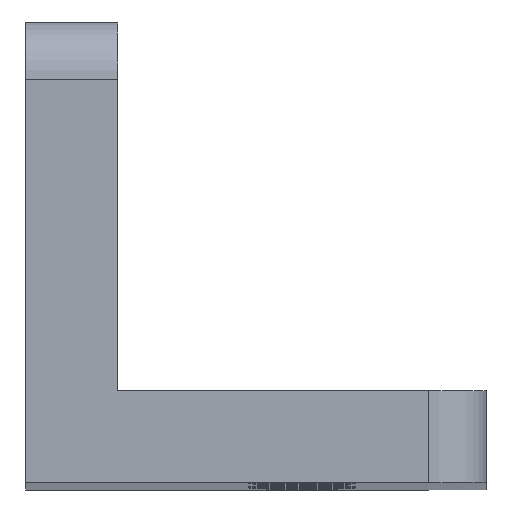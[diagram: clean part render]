
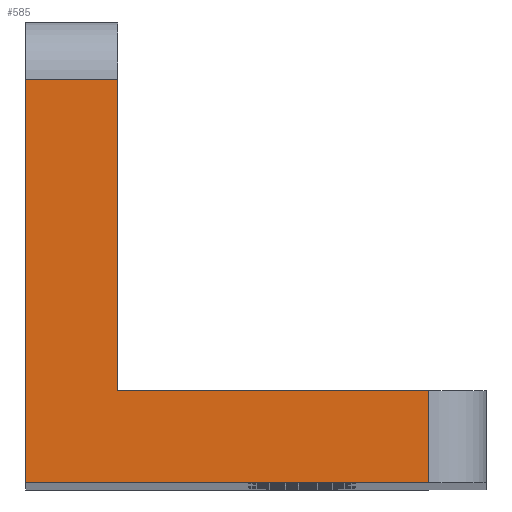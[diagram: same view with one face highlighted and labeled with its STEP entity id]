
A CAD part, top view. The second image highlights one B-rep face of the part: STEP entity #585.
In plain terms, the highlighted planar face has unit normal (0, 0, 1).
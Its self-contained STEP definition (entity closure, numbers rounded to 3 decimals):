
#134=FACE_OUTER_BOUND('',#164,.T.);
#164=EDGE_LOOP('',(#414,#415,#416,#417,#418,#419));
#248=LINE('',#867,#270);
#249=LINE('',#869,#271);
#250=LINE('',#871,#272);
#251=LINE('',#873,#273);
#252=LINE('',#875,#274);
#253=LINE('',#876,#275);
#270=VECTOR('',#695,3.2);
#271=VECTOR('',#696,14.);
#272=VECTOR('',#697,14.);
#273=VECTOR('',#698,3.2);
#274=VECTOR('',#699,10.8);
#275=VECTOR('',#700,10.8);
#292=VERTEX_POINT('',#865);
#293=VERTEX_POINT('',#866);
#294=VERTEX_POINT('',#868);
#295=VERTEX_POINT('',#870);
#296=VERTEX_POINT('',#872);
#297=VERTEX_POINT('',#874);
#348=EDGE_CURVE('',#292,#293,#248,.T.);
#349=EDGE_CURVE('',#293,#294,#249,.T.);
#350=EDGE_CURVE('',#294,#295,#250,.T.);
#351=EDGE_CURVE('',#295,#296,#251,.T.);
#352=EDGE_CURVE('',#296,#297,#252,.T.);
#353=EDGE_CURVE('',#297,#292,#253,.T.);
#414=ORIENTED_EDGE('',*,*,#348,.T.);
#415=ORIENTED_EDGE('',*,*,#349,.T.);
#416=ORIENTED_EDGE('',*,*,#350,.T.);
#417=ORIENTED_EDGE('',*,*,#351,.T.);
#418=ORIENTED_EDGE('',*,*,#352,.T.);
#419=ORIENTED_EDGE('',*,*,#353,.T.);
#546=PLANE('',#617);
#585=ADVANCED_FACE('',(#134),#546,.T.);
#617=AXIS2_PLACEMENT_3D('',#864,#693,#694);
#693=DIRECTION('center_axis',(0.,0.,1.));
#694=DIRECTION('ref_axis',(1.,0.,0.));
#695=DIRECTION('',(-1.,0.,0.));
#696=DIRECTION('',(0.,-1.,0.));
#697=DIRECTION('',(1.,0.,0.));
#698=DIRECTION('',(0.,1.,0.));
#699=DIRECTION('',(-1.,0.,0.));
#700=DIRECTION('',(0.,1.,0.));
#864=CARTESIAN_POINT('Origin',(0.,0.,0.));
#865=CARTESIAN_POINT('',(3.2,14.,0.));
#866=CARTESIAN_POINT('',(0.,14.,0.));
#867=CARTESIAN_POINT('',(3.2,14.,0.));
#868=CARTESIAN_POINT('',(0.,0.,0.));
#869=CARTESIAN_POINT('',(0.,14.,0.));
#870=CARTESIAN_POINT('',(14.,0.,0.));
#871=CARTESIAN_POINT('',(0.,0.,0.));
#872=CARTESIAN_POINT('',(14.,3.2,0.));
#873=CARTESIAN_POINT('',(14.,0.,0.));
#874=CARTESIAN_POINT('',(3.2,3.2,0.));
#875=CARTESIAN_POINT('',(14.,3.2,0.));
#876=CARTESIAN_POINT('',(3.2,3.2,0.));
